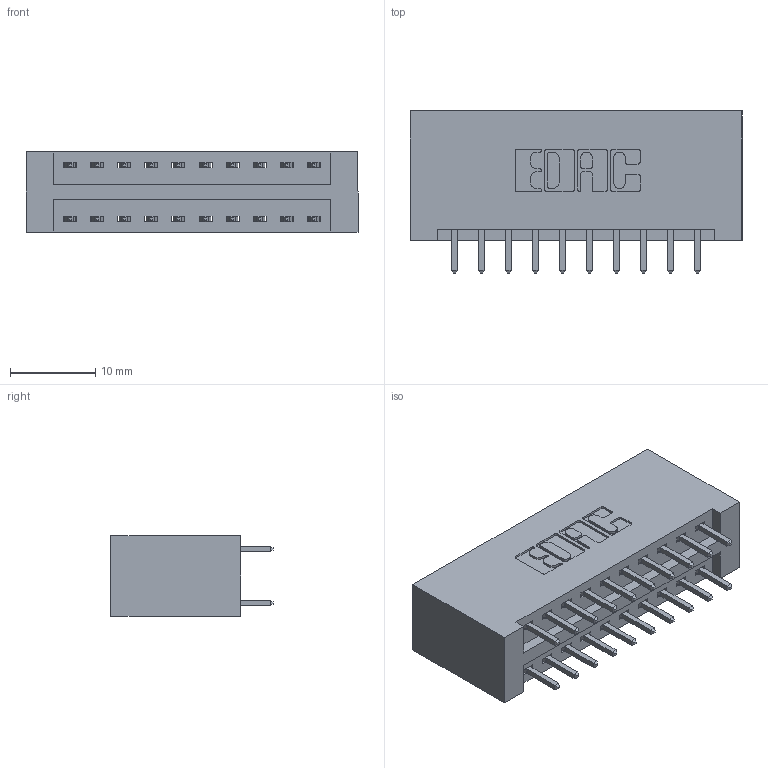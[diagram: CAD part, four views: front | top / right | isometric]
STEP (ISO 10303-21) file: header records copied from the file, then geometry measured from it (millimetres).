
FILE_DESCRIPTION (( 'STEP AP203' ), '1' );
FILE_NAME ('396-020-521-201.STEP', '2019-10-30T03:12:20', ( '' ), ( '' ), 'SwSTEP 2.0', 'SolidWorks 2016', '' );
FILE_SCHEMA (( 'CONFIG_CONTROL_DESIGN' ));
Length unit declared in the file: inch
Products named in the file (3): 345-292-001_345-293-121; 396-020-521-201; 346 Part_No Mounting Lugs
Assembly tree (21 placements, depth 2):
  396-020-521-201
    346 Part_No Mounting Lugs
    345-292-001_345-293-121  x20
Bounding box: 38.99 x 19.05 x 9.4 mm (x, y, z)
Volume: 4118.5 mm3; surface area: 5266.4 mm2
Topology: 21 solids, 21 shells, 1154 faces, 3405 edges, 2242 vertices
Faces by surface type: plane 772, cylinder 382
Entity records: 10575 total; most frequent: CARTESIAN_POINT 1784, ORIENTED_EDGE 1718, DIRECTION 1619, EDGE_CURVE 859, LINE 695, VECTOR 695, VERTEX_POINT 570, AXIS2_PLACEMENT_3D 462
